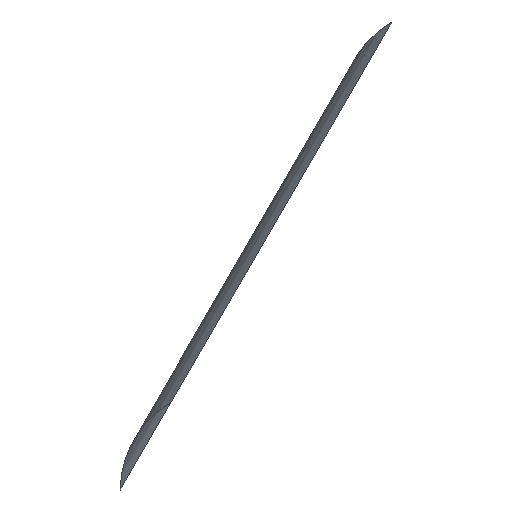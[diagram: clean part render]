
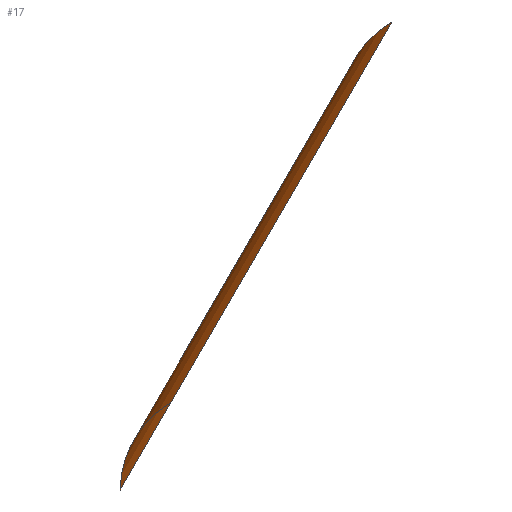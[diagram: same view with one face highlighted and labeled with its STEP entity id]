
A CAD part, left-side view. The second image highlights one B-rep face of the part: STEP entity #17.
In plain terms, the highlighted cylindrical face has radius 3.999 mm (diameter 7.998 mm), a partial arc.
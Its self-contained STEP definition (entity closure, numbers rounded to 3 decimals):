
#17 = ADVANCED_FACE('',(#18),#32,.F.);
#18 = FACE_BOUND('',#19,.F.);
#19 = EDGE_LOOP('',(#20,#65,#104,#142));
#20 = ORIENTED_EDGE('',*,*,#21,.T.);
#21 = EDGE_CURVE('',#22,#24,#26,.T.);
#22 = VERTEX_POINT('',#23);
#23 = CARTESIAN_POINT('',(-99.794,3.37,-5.81
    ));
#24 = VERTEX_POINT('',#25);
#25 = CARTESIAN_POINT('',(99.445,-5.375,9.268
    ));
#26 = SURFACE_CURVE('',#27,(#31),.PCURVE_S1.);
#27 = LINE('',#28,#29);
#28 = CARTESIAN_POINT('',(-99.794,3.37,-5.81
    ));
#29 = VECTOR('',#30,1.);
#30 = DIRECTION('',(0.996,-0.044,
    0.075));
#31 = PCURVE('',#32,#37);
#32 = CYLINDRICAL_SURFACE('',#33,3.999);
#33 = AXIS2_PLACEMENT_3D('',#34,#35,#36);
#34 = CARTESIAN_POINT('',(-99.619,1.38,-9.275
    ));
#35 = DIRECTION('',(0.996,-0.044,
    0.075));
#36 = DIRECTION('',(0.044,0.999,0.002
    ));
#37 = DEFINITIONAL_REPRESENTATION('',(#38),#64);
#38 = B_SPLINE_CURVE_WITH_KNOTS('',3,(#39,#40,#41,#42,#43,#44,#45,#46,
    #47,#48,#49,#50,#51,#52,#53,#54,#55,#56,#57,#58,#59,#60,#61,#62,#63)
  ,.UNSPECIFIED.,.F.,.F.,(4,1,1,1,1,1,1,1,1,1,1,1,1,1,1,1,1,1,1,1,1,1,4)
  ,(0.,9.091,18.182,27.273,36.364,
    45.455,54.545,63.636,72.727,
    81.818,90.909,100.,109.091,
    118.182,127.273,136.364,145.455,
    154.545,163.636,172.727,181.818,
    190.909,200.),.QUASI_UNIFORM_KNOTS.);
#39 = CARTESIAN_POINT('',(1.051,0.));
#40 = CARTESIAN_POINT('',(1.051,3.03));
#41 = CARTESIAN_POINT('',(1.051,9.091));
#42 = CARTESIAN_POINT('',(1.051,18.182));
#43 = CARTESIAN_POINT('',(1.051,27.273));
#44 = CARTESIAN_POINT('',(1.051,36.364));
#45 = CARTESIAN_POINT('',(1.051,45.455));
#46 = CARTESIAN_POINT('',(1.051,54.545));
#47 = CARTESIAN_POINT('',(1.051,63.636));
#48 = CARTESIAN_POINT('',(1.051,72.727));
#49 = CARTESIAN_POINT('',(1.051,81.818));
#50 = CARTESIAN_POINT('',(1.051,90.909));
#51 = CARTESIAN_POINT('',(1.051,100.));
#52 = CARTESIAN_POINT('',(1.051,109.091));
#53 = CARTESIAN_POINT('',(1.051,118.182));
#54 = CARTESIAN_POINT('',(1.051,127.273));
#55 = CARTESIAN_POINT('',(1.051,136.364));
#56 = CARTESIAN_POINT('',(1.051,145.455));
#57 = CARTESIAN_POINT('',(1.051,154.545));
#58 = CARTESIAN_POINT('',(1.051,163.636));
#59 = CARTESIAN_POINT('',(1.051,172.727));
#60 = CARTESIAN_POINT('',(1.051,181.818));
#61 = CARTESIAN_POINT('',(1.051,190.909));
#62 = CARTESIAN_POINT('',(1.051,196.97));
#63 = CARTESIAN_POINT('',(1.051,200.));
#64 = ( GEOMETRIC_REPRESENTATION_CONTEXT(2) 
PARAMETRIC_REPRESENTATION_CONTEXT() REPRESENTATION_CONTEXT('2D SPACE',''
  ) );
#65 = ORIENTED_EDGE('',*,*,#66,.T.);
#66 = EDGE_CURVE('',#24,#67,#69,.T.);
#67 = VERTEX_POINT('',#68);
#68 = CARTESIAN_POINT('',(99.794,-3.37,5.81
    ));
#69 = SURFACE_CURVE('',#70,(#75),.PCURVE_S1.);
#70 = CIRCLE('',#71,3.999);
#71 = AXIS2_PLACEMENT_3D('',#72,#73,#74);
#72 = CARTESIAN_POINT('',(99.619,-7.365,5.804
    ));
#73 = DIRECTION('',(-0.996,0.044,
    -0.075));
#74 = DIRECTION('',(-0.044,0.498,0.866));
#75 = PCURVE('',#32,#76);
#76 = DEFINITIONAL_REPRESENTATION('',(#77),#103);
#77 = B_SPLINE_CURVE_WITH_KNOTS('',3,(#78,#79,#80,#81,#82,#83,#84,#85,
    #86,#87,#88,#89,#90,#91,#92,#93,#94,#95,#96,#97,#98,#99,#100,#101,
    #102),.UNSPECIFIED.,.F.,.F.,(4,1,1,1,1,1,1,1,1,1,1,1,1,1,1,1,1,1,1,1
    ,1,1,4),(0.,0.048,0.096,0.143,
    0.191,0.239,0.287,0.334,
    0.382,0.43,0.478,0.526,
    0.573,0.621,0.669,0.717,
    0.764,0.812,0.86,0.908,
    0.956,1.003,1.051),
  .QUASI_UNIFORM_KNOTS.);
#78 = CARTESIAN_POINT('',(1.051,200.));
#79 = CARTESIAN_POINT('',(1.035,200.));
#80 = CARTESIAN_POINT('',(1.003,200.));
#81 = CARTESIAN_POINT('',(0.956,200.));
#82 = CARTESIAN_POINT('',(0.908,200.));
#83 = CARTESIAN_POINT('',(0.86,200.));
#84 = CARTESIAN_POINT('',(0.812,200.));
#85 = CARTESIAN_POINT('',(0.764,200.));
#86 = CARTESIAN_POINT('',(0.717,200.));
#87 = CARTESIAN_POINT('',(0.669,200.));
#88 = CARTESIAN_POINT('',(0.621,200.));
#89 = CARTESIAN_POINT('',(0.573,200.));
#90 = CARTESIAN_POINT('',(0.526,200.));
#91 = CARTESIAN_POINT('',(0.478,200.));
#92 = CARTESIAN_POINT('',(0.43,200.));
#93 = CARTESIAN_POINT('',(0.382,200.));
#94 = CARTESIAN_POINT('',(0.334,200.));
#95 = CARTESIAN_POINT('',(0.287,200.));
#96 = CARTESIAN_POINT('',(0.239,200.));
#97 = CARTESIAN_POINT('',(0.191,200.));
#98 = CARTESIAN_POINT('',(0.143,200.));
#99 = CARTESIAN_POINT('',(0.096,200.));
#100 = CARTESIAN_POINT('',(0.048,200.));
#101 = CARTESIAN_POINT('',(0.016,200.));
#102 = CARTESIAN_POINT('',(0.,200.));
#103 = ( GEOMETRIC_REPRESENTATION_CONTEXT(2) 
PARAMETRIC_REPRESENTATION_CONTEXT() REPRESENTATION_CONTEXT('2D SPACE',''
  ) );
#104 = ORIENTED_EDGE('',*,*,#105,.T.);
#105 = EDGE_CURVE('',#67,#106,#108,.T.);
#106 = VERTEX_POINT('',#107);
#107 = CARTESIAN_POINT('',(-99.445,5.375,
    -9.268));
#108 = SURFACE_CURVE('',#109,(#113),.PCURVE_S1.);
#109 = LINE('',#110,#111);
#110 = CARTESIAN_POINT('',(99.794,-3.37,
    5.81));
#111 = VECTOR('',#112,1.);
#112 = DIRECTION('',(-0.996,0.044,
    -0.075));
#113 = PCURVE('',#32,#114);
#114 = DEFINITIONAL_REPRESENTATION('',(#115),#141);
#115 = B_SPLINE_CURVE_WITH_KNOTS('',3,(#116,#117,#118,#119,#120,#121,
    #122,#123,#124,#125,#126,#127,#128,#129,#130,#131,#132,#133,#134,
    #135,#136,#137,#138,#139,#140),.UNSPECIFIED.,.F.,.F.,(4,1,1,1,1,1,1,
    1,1,1,1,1,1,1,1,1,1,1,1,1,1,1,4),(0.,9.091,18.182,
    27.273,36.364,45.455,54.545,
    63.636,72.727,81.818,90.909,
    100.,109.091,118.182,127.273,
    136.364,145.455,154.545,163.636,
    172.727,181.818,190.909,200.),
  .QUASI_UNIFORM_KNOTS.);
#116 = CARTESIAN_POINT('',(0.,200.));
#117 = CARTESIAN_POINT('',(0.,196.97));
#118 = CARTESIAN_POINT('',(0.,190.909));
#119 = CARTESIAN_POINT('',(0.,181.818));
#120 = CARTESIAN_POINT('',(0.,172.727));
#121 = CARTESIAN_POINT('',(0.,163.636));
#122 = CARTESIAN_POINT('',(0.,154.545));
#123 = CARTESIAN_POINT('',(0.,145.455));
#124 = CARTESIAN_POINT('',(0.,136.364));
#125 = CARTESIAN_POINT('',(0.,127.273));
#126 = CARTESIAN_POINT('',(0.,118.182));
#127 = CARTESIAN_POINT('',(0.,109.091));
#128 = CARTESIAN_POINT('',(0.,100.));
#129 = CARTESIAN_POINT('',(0.,90.909));
#130 = CARTESIAN_POINT('',(0.,81.818));
#131 = CARTESIAN_POINT('',(0.,72.727));
#132 = CARTESIAN_POINT('',(0.,63.636));
#133 = CARTESIAN_POINT('',(0.,54.545));
#134 = CARTESIAN_POINT('',(0.,45.455));
#135 = CARTESIAN_POINT('',(0.,36.364));
#136 = CARTESIAN_POINT('',(0.,27.273));
#137 = CARTESIAN_POINT('',(0.,18.182));
#138 = CARTESIAN_POINT('',(0.,9.091));
#139 = CARTESIAN_POINT('',(0.,3.03));
#140 = CARTESIAN_POINT('',(0.,0.));
#141 = ( GEOMETRIC_REPRESENTATION_CONTEXT(2) 
PARAMETRIC_REPRESENTATION_CONTEXT() REPRESENTATION_CONTEXT('2D SPACE',''
  ) );
#142 = ORIENTED_EDGE('',*,*,#143,.T.);
#143 = EDGE_CURVE('',#106,#22,#144,.T.);
#144 = SURFACE_CURVE('',#145,(#150),.PCURVE_S1.);
#145 = CIRCLE('',#146,3.999);
#146 = AXIS2_PLACEMENT_3D('',#147,#148,#149);
#147 = CARTESIAN_POINT('',(-99.619,1.38,
    -9.275));
#148 = DIRECTION('',(0.996,-0.044,
    0.075));
#149 = DIRECTION('',(0.044,0.999,
    0.002));
#150 = PCURVE('',#32,#151);
#151 = DEFINITIONAL_REPRESENTATION('',(#152),#178);
#152 = B_SPLINE_CURVE_WITH_KNOTS('',3,(#153,#154,#155,#156,#157,#158,
    #159,#160,#161,#162,#163,#164,#165,#166,#167,#168,#169,#170,#171,
    #172,#173,#174,#175,#176,#177),.UNSPECIFIED.,.F.,.F.,(4,1,1,1,1,1,1,
    1,1,1,1,1,1,1,1,1,1,1,1,1,1,1,4),(0.,0.048,
    0.096,0.143,0.191,0.239,
    0.287,0.334,0.382,0.43,
    0.478,0.526,0.573,0.621,
    0.669,0.717,0.764,0.812,
    0.86,0.908,0.956,1.003,
    1.051),.QUASI_UNIFORM_KNOTS.);
#153 = CARTESIAN_POINT('',(0.,0.));
#154 = CARTESIAN_POINT('',(0.016,0.));
#155 = CARTESIAN_POINT('',(0.048,0.));
#156 = CARTESIAN_POINT('',(0.096,0.));
#157 = CARTESIAN_POINT('',(0.143,0.));
#158 = CARTESIAN_POINT('',(0.191,0.));
#159 = CARTESIAN_POINT('',(0.239,0.));
#160 = CARTESIAN_POINT('',(0.287,0.));
#161 = CARTESIAN_POINT('',(0.334,0.));
#162 = CARTESIAN_POINT('',(0.382,0.));
#163 = CARTESIAN_POINT('',(0.43,0.));
#164 = CARTESIAN_POINT('',(0.478,0.));
#165 = CARTESIAN_POINT('',(0.526,0.));
#166 = CARTESIAN_POINT('',(0.573,0.));
#167 = CARTESIAN_POINT('',(0.621,0.));
#168 = CARTESIAN_POINT('',(0.669,0.));
#169 = CARTESIAN_POINT('',(0.717,0.));
#170 = CARTESIAN_POINT('',(0.764,0.));
#171 = CARTESIAN_POINT('',(0.812,0.));
#172 = CARTESIAN_POINT('',(0.86,0.));
#173 = CARTESIAN_POINT('',(0.908,0.));
#174 = CARTESIAN_POINT('',(0.956,0.));
#175 = CARTESIAN_POINT('',(1.003,0.));
#176 = CARTESIAN_POINT('',(1.035,0.));
#177 = CARTESIAN_POINT('',(1.051,0.));
#178 = ( GEOMETRIC_REPRESENTATION_CONTEXT(2) 
PARAMETRIC_REPRESENTATION_CONTEXT() REPRESENTATION_CONTEXT('2D SPACE',''
  ) );
